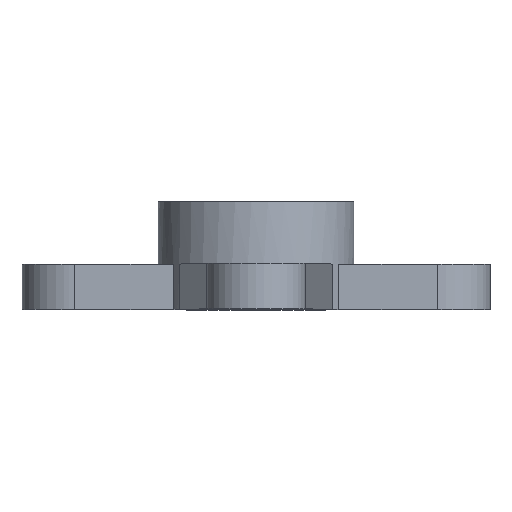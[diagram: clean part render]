
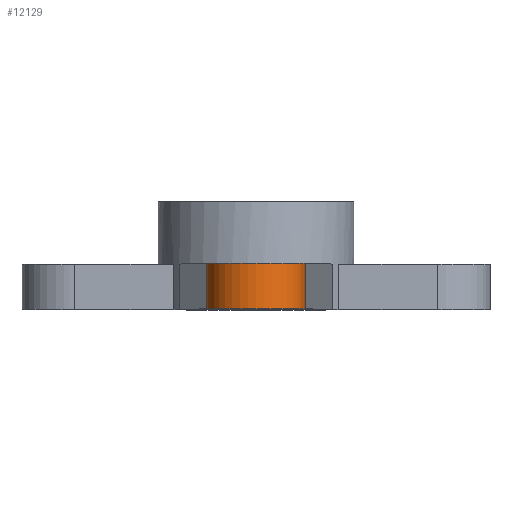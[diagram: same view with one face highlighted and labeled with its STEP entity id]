
A CAD part, top view. The second image highlights one B-rep face of the part: STEP entity #12129.
In plain terms, the highlighted cylindrical face has radius 1.75 mm (diameter 3.5 mm), a partial arc.
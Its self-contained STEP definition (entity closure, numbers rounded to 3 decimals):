
#6600=CARTESIAN_POINT('',(58.256,1.6,14.065));
#6601=VERTEX_POINT('',#6600);
#6608=CARTESIAN_POINT('',(61.744,1.6,14.065));
#6609=VERTEX_POINT('',#6608);
#6610=CARTESIAN_POINT('',(60.,1.6,13.925));
#6611=DIRECTION('',(0.,1.,0.));
#6612=DIRECTION('',(-0.997,0.,0.08));
#6613=AXIS2_PLACEMENT_3D('',#6610,#6611,#6612);
#6614=CIRCLE('',#6613,1.75);
#6615=EDGE_CURVE('',#6601,#6609,#6614,.T.);
#12086=CARTESIAN_POINT('',(61.744,0.,14.065));
#12087=VERTEX_POINT('',#12086);
#12096=CARTESIAN_POINT('',(61.744,0.,14.065));
#12097=DIRECTION('',(0.,1.,0.));
#12098=VECTOR('',#12097,1.6);
#12099=LINE('',#12096,#12098);
#12100=EDGE_CURVE('',#12087,#6609,#12099,.T.);
#12105=CARTESIAN_POINT('',(60.,0.,13.925));
#12106=DIRECTION('',(0.,1.,0.));
#12107=DIRECTION('',(-0.997,0.,0.08));
#12108=AXIS2_PLACEMENT_3D('',#12105,#12106,#12107);
#12109=CYLINDRICAL_SURFACE('',#12108,1.75);
#12110=CARTESIAN_POINT('',(58.256,0.,14.065));
#12111=VERTEX_POINT('',#12110);
#12112=CARTESIAN_POINT('',(60.,0.,13.925));
#12113=DIRECTION('',(0.,1.,0.));
#12114=DIRECTION('',(-0.997,0.,0.08));
#12115=AXIS2_PLACEMENT_3D('',#12112,#12113,#12114);
#12116=CIRCLE('',#12115,1.75);
#12117=EDGE_CURVE('',#12111,#12087,#12116,.T.);
#12118=ORIENTED_EDGE('',*,*,#12117,.T.);
#12119=ORIENTED_EDGE('',*,*,#12100,.T.);
#12120=ORIENTED_EDGE('',*,*,#6615,.F.);
#12121=CARTESIAN_POINT('',(58.256,0.,14.065));
#12122=DIRECTION('',(0.,1.,0.));
#12123=VECTOR('',#12122,1.6);
#12124=LINE('',#12121,#12123);
#12125=EDGE_CURVE('',#12111,#6601,#12124,.T.);
#12126=ORIENTED_EDGE('',*,*,#12125,.F.);
#12127=EDGE_LOOP('',(#12118,#12119,#12120,#12126));
#12128=FACE_BOUND('',#12127,.T.);
#12129=ADVANCED_FACE('',(#12128),#12109,.T.);
